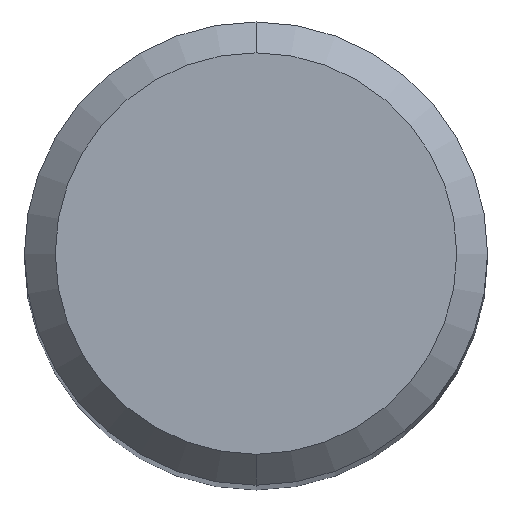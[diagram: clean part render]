
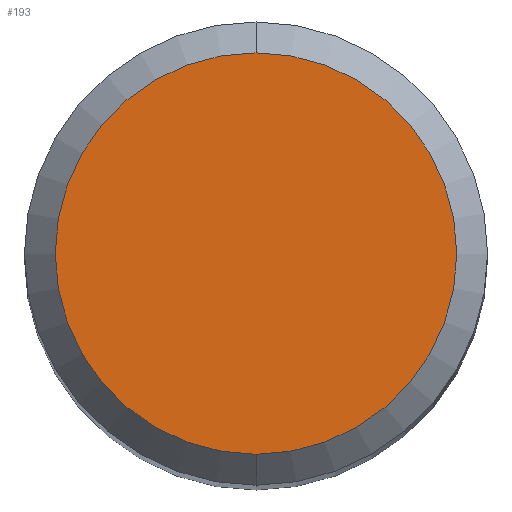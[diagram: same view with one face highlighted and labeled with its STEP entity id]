
A CAD part, top view. The second image highlights one B-rep face of the part: STEP entity #193.
In plain terms, the highlighted planar face has unit normal (0, 0, 1).
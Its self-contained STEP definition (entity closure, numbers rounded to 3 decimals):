
#193=ADVANCED_FACE('',(#486),#487,.T.);
#223=VERTEX_POINT('',#519);
#247=EDGE_CURVE('',#439,#223,#544,.T.);
#417=EDGE_CURVE('',#223,#439,#734,.T.);
#439=VERTEX_POINT('',#757);
#486=FACE_OUTER_BOUND('',#835,.T.);
#487=PLANE('',#836);
#519=CARTESIAN_POINT('',(0.0,2.6,0.0));
#544=CIRCLE('',#964,2.6);
#734=CIRCLE('',#1341,2.6);
#757=CARTESIAN_POINT('',(0.,-2.6,0.0));
#835=EDGE_LOOP('',(#1411,#1412));
#836=AXIS2_PLACEMENT_3D('',#1413,#1414,#1415);
#964=AXIS2_PLACEMENT_3D('',#1451,#1452,#1453);
#1341=AXIS2_PLACEMENT_3D('',#1688,#1689,#1690);
#1411=ORIENTED_EDGE('',*,*,#417,.F.);
#1412=ORIENTED_EDGE('',*,*,#247,.F.);
#1413=CARTESIAN_POINT('',(0.0,1.3,0.0));
#1414=DIRECTION('',(-0.0,0.0,1.0));
#1415=DIRECTION('',(0.0,-1.0,0.0));
#1451=CARTESIAN_POINT('',(0.0,0.0,0.0));
#1452=DIRECTION('',(0.0,0.0,-1.0));
#1453=DIRECTION('',(0.0,1.0,0.0));
#1688=CARTESIAN_POINT('',(0.0,0.0,0.0));
#1689=DIRECTION('',(0.0,0.0,-1.0));
#1690=DIRECTION('',(0.0,1.0,0.0));
